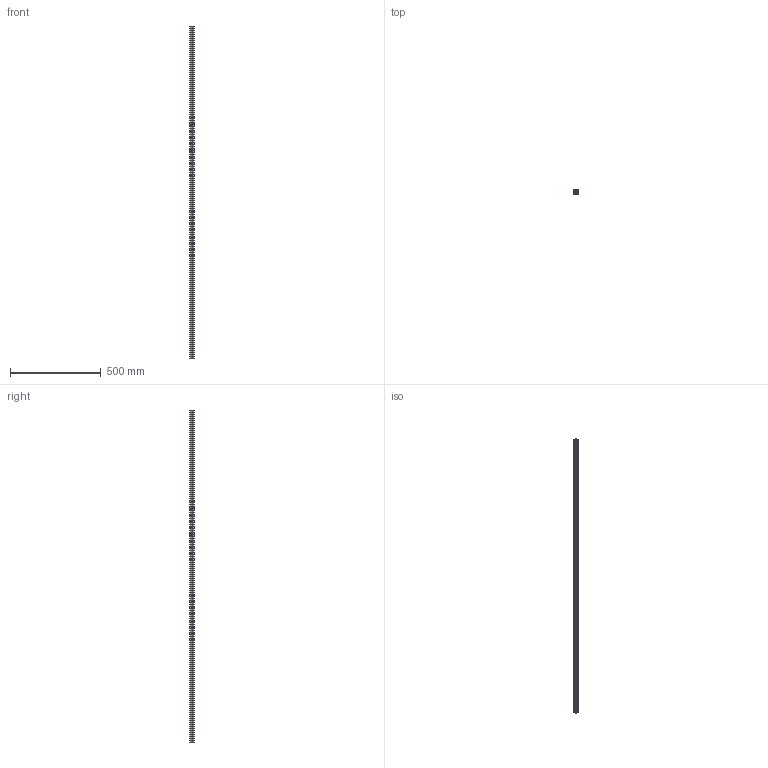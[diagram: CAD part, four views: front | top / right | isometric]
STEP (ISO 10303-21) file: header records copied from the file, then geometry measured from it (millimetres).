
FILE_DESCRIPTION (( 'STEP AP214' ), '1' );
FILE_NAME ('am-2901 REV 1in Extrusion, 6ft. long.STEP', '2014-12-22T15:38:30', ( '' ), ( '' ), 'SwSTEP 2.0', 'SolidWorks 2014', '' );
FILE_SCHEMA (( 'AUTOMOTIVE_DESIGN' ));
Length unit declared in the file: inch
Products named in the file (1): am-2901 REV 1in Extrusion, 6ft. long
Bounding box: 25.4 x 25.4 x 1828.8 mm (x, y, z)
Volume: 449925 mm3; surface area: 441293.2 mm2
Topology: 1 solids, 1 shells, 162 faces, 480 edges, 320 vertices
Faces by surface type: cylinder 104, plane 58
Entity records: 5556 total; most frequent: DIRECTION 1014, CARTESIAN_POINT 963, ORIENTED_EDGE 960, EDGE_CURVE 480, AXIS2_PLACEMENT_3D 371, VERTEX_POINT 320, VECTOR 272, LINE 272
